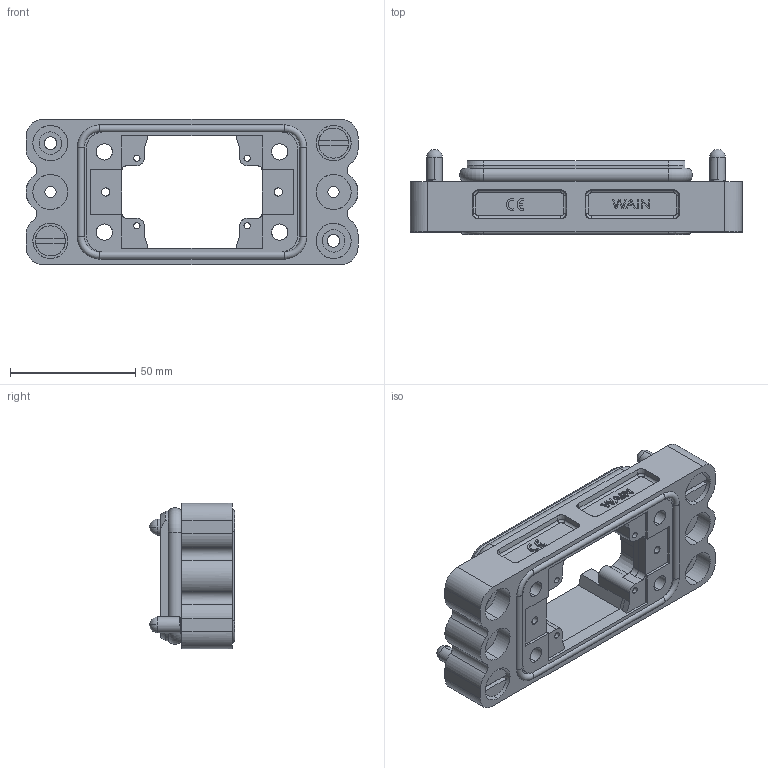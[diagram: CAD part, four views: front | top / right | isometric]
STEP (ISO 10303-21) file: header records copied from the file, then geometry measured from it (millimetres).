
FILE_DESCRIPTION(/* description */ (''),/* implementation_level */ '2;1');
FILE_NAME(/* name */ '3D_1136063301001_HP6B_H-BK-4H_V1.1.STP',/* time_stamp */ '2023-12-26T11:21:38+08:00',/* author */ (''),/* organization */ (''),/* preprocessor_version */ 'ST-DEVELOPER v18.1',/* originating_system */ 'SIEMENS PLM Software NX 1980',/* authorisation */ '');
FILE_SCHEMA (('AP203_CONFIGURATION_CONTROLLED_3D_DESIGN_OF_MECHANICAL_PARTS_AND_ASSEMBLIES_MIM_LF { 1 0 10303 403 2 1 2}'));
Products named in the file (1): temp1
Bounding box: 132.5 x 34 x 58 mm (x, y, z)
Volume: 88883.1 mm3; surface area: 37953.3 mm2
Topology: 11 solids, 11 shells, 631 faces, 1843 edges, 1253 vertices
Faces by surface type: plane 282, cylinder 241, torus 40, cone 24, bspline 24, extrusion 16, sphere 4
Full cylindrical faces by diameter (mm): 2.5 x4
Entity records: 87665 total; most frequent: CARTESIAN_POINT 72052, ORIENTED_EDGE 3686, DIRECTION 2479, EDGE_CURVE 1843, VERTEX_POINT 1261, AXIS2_PLACEMENT_3D 829, VECTOR 821, B_SPLINE_CURVE_WITH_KNOTS 817
